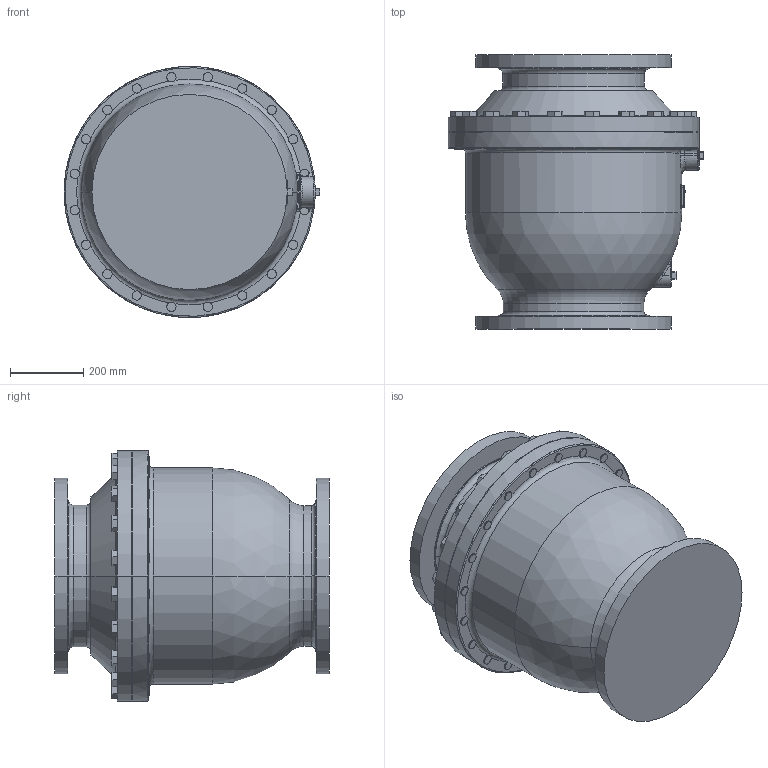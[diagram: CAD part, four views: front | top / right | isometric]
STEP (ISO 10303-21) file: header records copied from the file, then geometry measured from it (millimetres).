
FILE_DESCRIPTION((''),'2;1');
FILE_NAME('114F_SW0002','2023-10-16T11:05:37',('tbuffington'),(''),'CREO PARAMETRIC BY PTC INC, 2023072','CREO PARAMETRIC BY PTC INC, 2023072','');
FILE_SCHEMA(('AUTOMOTIVE_DESIGN { 1 0 10303 214 1 1 1 1 }'));
Length unit declared in the file: inch
Products named in the file (1): 114F_SW0002
Bounding box: 699.01 x 749.31 x 685.8 mm (x, y, z)
Volume: 43196848.5 mm3; surface area: 5049654.5 mm2
Topology: 1 solids, 1 shells, 770 faces, 1883 edges, 1145 vertices
Faces by surface type: plane 263, cylinder 248, cone 152, bspline 48, torus 45, sphere 14
Entity records: 35507 total; most frequent: CARTESIAN_POINT 15370, ORIENTED_EDGE 3710, DIRECTION 3674, EDGE_CURVE 1855, AXIS2_PLACEMENT_3D 1509, COLOUR_RGB 1328, VERTEX_POINT 1145, EDGE_LOOP 886
